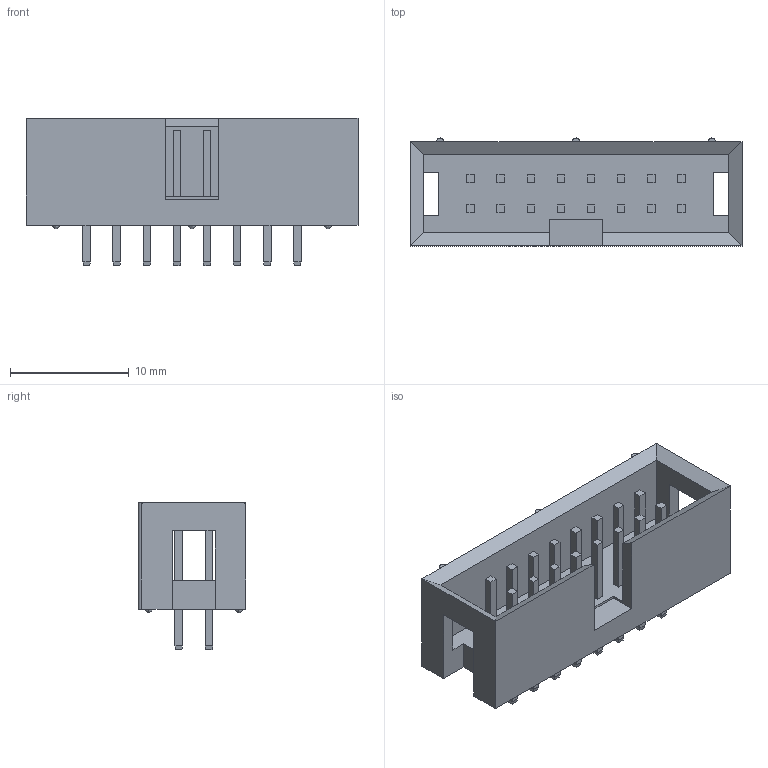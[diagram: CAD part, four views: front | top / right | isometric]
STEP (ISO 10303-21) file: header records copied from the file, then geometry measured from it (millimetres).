
FILE_DESCRIPTION (( 'STEP AP214' ), '1' );
FILE_NAME ('User Library-User Library-IDC-16M.STEP', '2018-02-27T13:52:11', ( '' ), ( '' ), 'SwSTEP 2.0', 'SolidWorks 2018', '' );
FILE_SCHEMA (( 'AUTOMOTIVE_DESIGN' ));
Length unit declared in the file: millimetre
Products named in the file (3): User Library-User Library-IDC-16M_User Library-IDC-14M_IDC_pin; User Library-User Library-IDC-16M; User Library-User Library-IDC-16M_User Library-IDC-14M_IDC-14M_Body
Assembly tree (17 placements, depth 2):
  User Library-User Library-IDC-16M
    User Library-User Library-IDC-16M_User Library-IDC-14M_IDC-14M_Body
    User Library-User Library-IDC-16M_User Library-IDC-14M_IDC_pin  x16
Bounding box: 28 x 9.1 x 12.4 mm (x, y, z)
Volume: 1024.9 mm3; surface area: 2047.4 mm2
Topology: 17 solids, 17 shells, 273 faces, 657 edges, 396 vertices
Faces by surface type: plane 258, bspline 12, cylinder 3
Entity records: 5574 total; most frequent: CARTESIAN_POINT 872, ORIENTED_EDGE 666, DIRECTION 619, EDGE_CURVE 333, LINE 309, VECTOR 309, VERTEX_POINT 216, EDGE_LOOP 161
